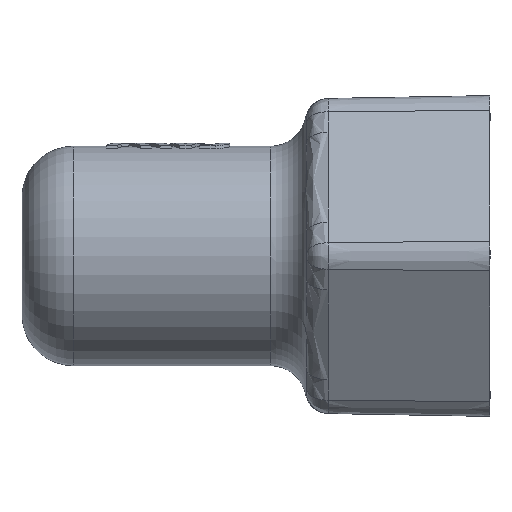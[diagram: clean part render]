
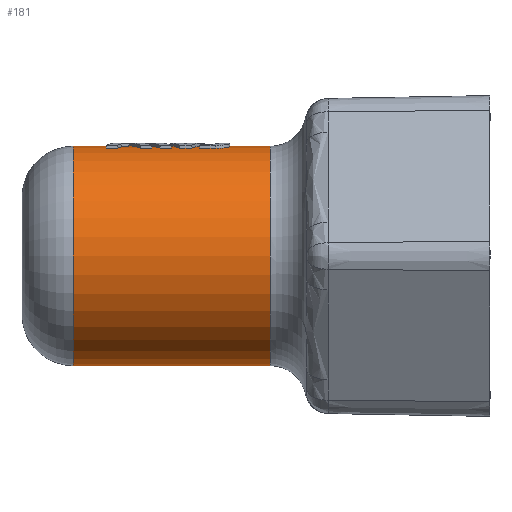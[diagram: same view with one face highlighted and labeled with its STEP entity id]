
A CAD part, left-side view. The second image highlights one B-rep face of the part: STEP entity #181.
In plain terms, the highlighted cylindrical face has radius 7.5 mm (diameter 15 mm), a partial arc.
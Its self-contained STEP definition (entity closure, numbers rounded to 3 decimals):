
#181=ADVANCED_FACE('',(#647),#648,.T.);
#647=FACE_OUTER_BOUND('',#1429,.T.);
#648=CYLINDRICAL_SURFACE('',#1430,7.5);
#1429=EDGE_LOOP('',(#6164,#6165,#6166,#6167));
#1430=AXIS2_PLACEMENT_3D('',#6168,#6169,#6170);
#6164=ORIENTED_EDGE('',*,*,#8664,.F.);
#6165=ORIENTED_EDGE('',*,*,#8665,.T.);
#6166=ORIENTED_EDGE('',*,*,#8666,.F.);
#6167=ORIENTED_EDGE('',*,*,#8667,.T.);
#6168=CARTESIAN_POINT('',(0.,32.0,0.));
#6169=DIRECTION('',(0.,1.0,0.));
#6170=DIRECTION('',(0.,0.,-1.0));
#8664=EDGE_CURVE('',#9617,#10223,#10229,.T.);
#8665=EDGE_CURVE('',#9617,#9620,#10230,.F.);
#8666=EDGE_CURVE('',#10220,#9620,#10231,.T.);
#8667=EDGE_CURVE('',#10220,#10223,#10232,.F.);
#9617=VERTEX_POINT('',#11721);
#9620=VERTEX_POINT('',#11724);
#10220=VERTEX_POINT('',#12984);
#10223=VERTEX_POINT('',#12987);
#10229=LINE('',#12994,#12995);
#10230=CIRCLE('',#12996,7.5);
#10231=LINE('',#12997,#12998);
#10232=CIRCLE('',#12999,7.5);
#11721=CARTESIAN_POINT('',(0.,15.043,-7.5));
#11724=CARTESIAN_POINT('',(0.,15.043,7.5));
#12984=CARTESIAN_POINT('',(0.,28.5,7.5));
#12987=CARTESIAN_POINT('',(0.,28.5,-7.5));
#12994=CARTESIAN_POINT('',(0.,21.771,-7.5));
#12995=VECTOR('',#16377,1.0);
#12996=AXIS2_PLACEMENT_3D('',#16378,#16379,#16380);
#12997=CARTESIAN_POINT('',(0.,21.771,7.5));
#12998=VECTOR('',#16381,1.0);
#12999=AXIS2_PLACEMENT_3D('',#16382,#16383,#16384);
#16377=DIRECTION('',(0.,1.0,0.));
#16378=CARTESIAN_POINT('',(0.,15.043,0.));
#16379=DIRECTION('',(0.,-1.0,0.));
#16380=DIRECTION('',(0.,0.,-1.0));
#16381=DIRECTION('',(0.,-1.0,0.));
#16382=CARTESIAN_POINT('',(0.,28.5,0.));
#16383=DIRECTION('',(0.,1.0,0.));
#16384=DIRECTION('',(0.,0.,1.0));
